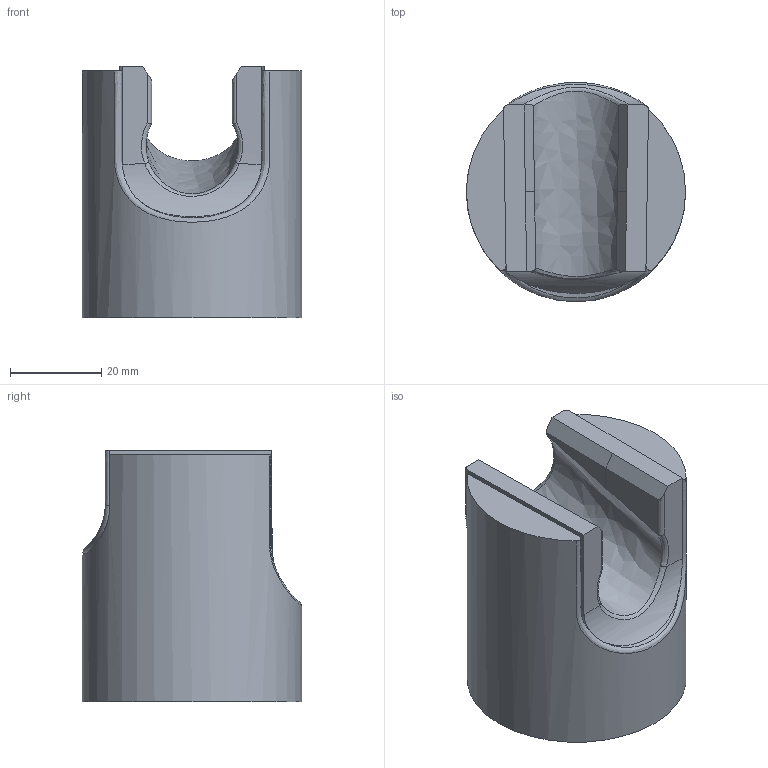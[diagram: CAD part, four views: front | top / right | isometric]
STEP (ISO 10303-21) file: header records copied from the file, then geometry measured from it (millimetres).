
FILE_DESCRIPTION(/* description */ (''),/* implementation_level */ '2;1');
FILE_NAME(/* name */ '2222',/* time_stamp */ '2022-05-21T15:40:04+08:00',/* author */ (''),/* organization */ (''),/* preprocessor_version */ 'ST-DEVELOPER v9',/* originating_system */ 'UGS - NX 4.0',/* authorisation */ '');
FILE_SCHEMA (('CONFIG_CONTROL_DESIGN'));
Length unit declared in the file: millimetre
Products named in the file (1): Z44
Bounding box: 48 x 48 x 55 mm (x, y, z)
Volume: 76458.3 mm3; surface area: 18064 mm2
Topology: 2 solids, 2 shells, 35 faces, 99 edges, 68 vertices
Faces by surface type: bspline 27, plane 5, cylinder 3
Full cylindrical faces by diameter (mm): 48 x1
Entity records: 2824 total; most frequent: CARTESIAN_POINT 2089, ORIENTED_EDGE 194, EDGE_CURVE 97, B_SPLINE_CURVE_WITH_KNOTS 86, VERTEX_POINT 67, DIRECTION 38, EDGE_LOOP 36, ADVANCED_FACE 35
